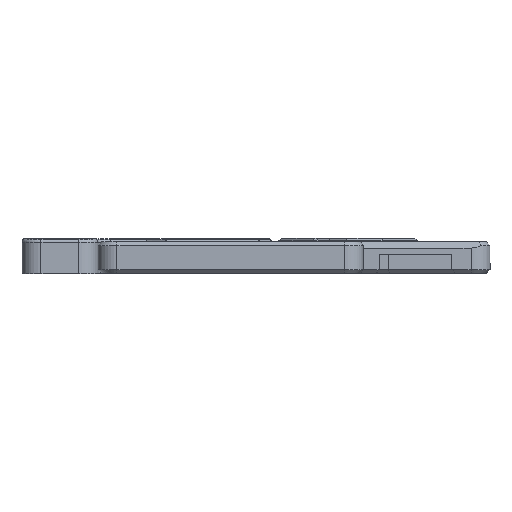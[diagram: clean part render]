
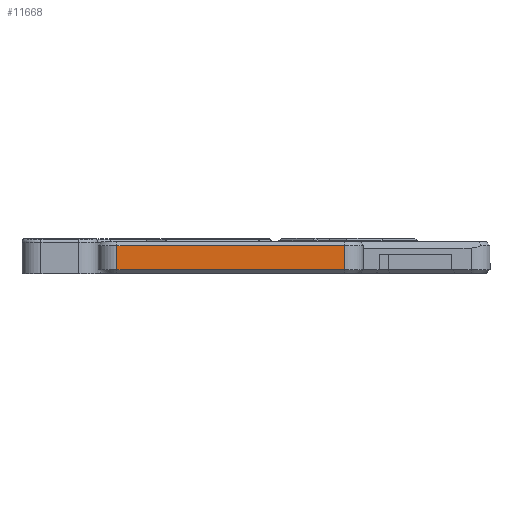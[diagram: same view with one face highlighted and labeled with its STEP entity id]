
A CAD part, left-side view. The second image highlights one B-rep face of the part: STEP entity #11668.
In plain terms, the highlighted planar face has unit normal (-1, 0, 0).
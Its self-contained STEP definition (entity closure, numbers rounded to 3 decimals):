
#436=PLANE('',#12582);
#976=FACE_OUTER_BOUND('',#1678,.T.);
#1678=EDGE_LOOP('',(#9333,#9334,#9335,#9336));
#2932=LINE('',#17953,#4264);
#2973=LINE('',#18141,#4305);
#3010=LINE('',#18231,#4342);
#3027=LINE('',#18261,#4359);
#4264=VECTOR('',#14424,1000.);
#4305=VECTOR('',#14577,1000.);
#4342=VECTOR('',#14676,1000.);
#4359=VECTOR('',#14707,1000.);
#5488=VERTEX_POINT('',#17707);
#5561=VERTEX_POINT('',#17947);
#5599=VERTEX_POINT('',#18140);
#5621=VERTEX_POINT('',#18230);
#6817=EDGE_CURVE('',#5488,#5561,#2932,.T.);
#6889=EDGE_CURVE('',#5488,#5599,#2973,.T.);
#6935=EDGE_CURVE('',#5621,#5599,#3010,.T.);
#6952=EDGE_CURVE('',#5561,#5621,#3027,.T.);
#9333=ORIENTED_EDGE('',*,*,#6952,.T.);
#9334=ORIENTED_EDGE('',*,*,#6935,.T.);
#9335=ORIENTED_EDGE('',*,*,#6889,.F.);
#9336=ORIENTED_EDGE('',*,*,#6817,.T.);
#11668=ADVANCED_FACE('',(#976),#436,.F.);
#12582=AXIS2_PLACEMENT_3D('',#18260,#14705,#14706);
#14424=DIRECTION('',(0.,1.,0.));
#14577=DIRECTION('',(0.,0.,-1.));
#14676=DIRECTION('',(0.,-1.,0.));
#14705=DIRECTION('center_axis',(1.,0.,0.));
#14706=DIRECTION('ref_axis',(0.,1.,0.));
#14707=DIRECTION('',(0.,0.,-1.));
#17707=CARTESIAN_POINT('',(80.,-14.602,-33.202));
#17947=CARTESIAN_POINT('',(80.,21.398,-33.202));
#17953=CARTESIAN_POINT('',(80.,-14.602,-33.202));
#18140=CARTESIAN_POINT('',(80.,-14.602,-37.002));
#18141=CARTESIAN_POINT('',(80.,-14.602,-33.202));
#18230=CARTESIAN_POINT('',(80.,21.398,-37.002));
#18231=CARTESIAN_POINT('',(80.,21.398,-37.002));
#18260=CARTESIAN_POINT('Origin',(80.,24.398,-35.602));
#18261=CARTESIAN_POINT('',(80.,21.398,-33.202));
